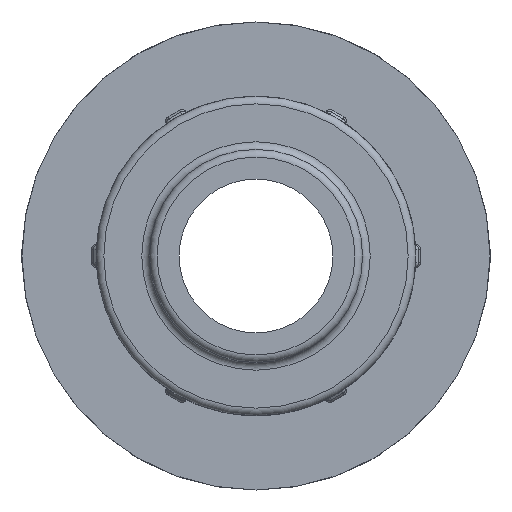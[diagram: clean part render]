
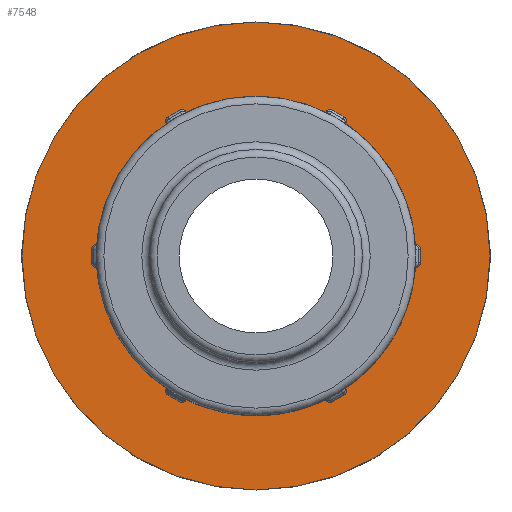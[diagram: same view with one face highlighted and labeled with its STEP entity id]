
A CAD part, left-side view. The second image highlights one B-rep face of the part: STEP entity #7548.
In plain terms, the highlighted planar face has unit normal (-1, 0, 0).
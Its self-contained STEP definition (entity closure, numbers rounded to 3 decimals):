
#26=FACE_BOUND('',#1424,.T.);
#113=ELLIPSE('',#7628,1.131,0.8);
#114=ELLIPSE('',#7649,1.131,0.8);
#117=ELLIPSE('',#7744,1.131,0.8);
#118=ELLIPSE('',#7765,1.131,0.8);
#121=ELLIPSE('',#7860,1.131,0.8);
#122=ELLIPSE('',#7881,1.131,0.8);
#125=ELLIPSE('',#7976,1.131,0.8);
#126=ELLIPSE('',#7997,1.131,0.8);
#129=ELLIPSE('',#8092,1.131,0.8);
#130=ELLIPSE('',#8113,1.131,0.8);
#134=ELLIPSE('',#8383,1.131,0.8);
#135=ELLIPSE('',#8404,1.131,0.8);
#288=PLANE('',#8471);
#943=FACE_OUTER_BOUND('',#1423,.T.);
#1423=EDGE_LOOP('',(#6832));
#1424=EDGE_LOOP('',(#6833,#6834,#6835,#6836,#6837,#6838,#6839,#6840,#6841,
#6842,#6843,#6844,#6845,#6846,#6847,#6848,#6849,#6850,#6851,#6852,#6853,
#6854,#6855,#6856));
#1476=LINE('',#11111,#1926);
#1535=LINE('',#11586,#1985);
#1594=LINE('',#12063,#2044);
#1653=LINE('',#12538,#2103);
#1712=LINE('',#13013,#2162);
#1859=LINE('',#14365,#2309);
#1926=VECTOR('',#8664,2.05);
#1985=VECTOR('',#8955,2.05);
#2044=VECTOR('',#9246,2.05);
#2103=VECTOR('',#9537,2.05);
#2162=VECTOR('',#9828,2.05);
#2309=VECTOR('',#10557,2.05);
#2755=CIRCLE('',#8309,24.633);
#2756=CIRCLE('',#8311,24.633);
#2757=CIRCLE('',#8313,24.633);
#2758=CIRCLE('',#8315,24.633);
#2759=CIRCLE('',#8317,24.633);
#2842=CIRCLE('',#8472,36.5);
#2843=CIRCLE('',#8473,24.633);
#2907=VERTEX_POINT('',#11091);
#2908=VERTEX_POINT('',#11103);
#2910=VERTEX_POINT('',#11109);
#2923=VERTEX_POINT('',#11166);
#2996=VERTEX_POINT('',#11566);
#2997=VERTEX_POINT('',#11578);
#2999=VERTEX_POINT('',#11584);
#3012=VERTEX_POINT('',#11641);
#3085=VERTEX_POINT('',#12043);
#3086=VERTEX_POINT('',#12055);
#3088=VERTEX_POINT('',#12061);
#3101=VERTEX_POINT('',#12118);
#3174=VERTEX_POINT('',#12518);
#3175=VERTEX_POINT('',#12530);
#3177=VERTEX_POINT('',#12536);
#3190=VERTEX_POINT('',#12593);
#3263=VERTEX_POINT('',#12993);
#3264=VERTEX_POINT('',#13005);
#3266=VERTEX_POINT('',#13011);
#3279=VERTEX_POINT('',#13068);
#3435=VERTEX_POINT('',#14109);
#3482=VERTEX_POINT('',#14345);
#3483=VERTEX_POINT('',#14357);
#3485=VERTEX_POINT('',#14363);
#3521=VERTEX_POINT('',#14559);
#3611=EDGE_CURVE('',#2908,#2907,#113,.F.);
#3614=EDGE_CURVE('',#2908,#2910,#1476,.T.);
#3639=EDGE_CURVE('',#2910,#2923,#114,.T.);
#3753=EDGE_CURVE('',#2997,#2996,#117,.F.);
#3756=EDGE_CURVE('',#2997,#2999,#1535,.T.);
#3781=EDGE_CURVE('',#2999,#3012,#118,.T.);
#3895=EDGE_CURVE('',#3086,#3085,#121,.F.);
#3898=EDGE_CURVE('',#3086,#3088,#1594,.T.);
#3923=EDGE_CURVE('',#3088,#3101,#122,.T.);
#4037=EDGE_CURVE('',#3175,#3174,#125,.F.);
#4040=EDGE_CURVE('',#3175,#3177,#1653,.T.);
#4065=EDGE_CURVE('',#3177,#3190,#126,.T.);
#4179=EDGE_CURVE('',#3264,#3263,#129,.F.);
#4182=EDGE_CURVE('',#3264,#3266,#1712,.T.);
#4207=EDGE_CURVE('',#3266,#3279,#130,.T.);
#4483=EDGE_CURVE('',#3263,#3435,#2755,.F.);
#4486=EDGE_CURVE('',#3279,#3174,#2756,.T.);
#4487=EDGE_CURVE('',#3190,#3085,#2757,.T.);
#4488=EDGE_CURVE('',#3101,#2996,#2758,.T.);
#4489=EDGE_CURVE('',#3012,#2907,#2759,.T.);
#4567=EDGE_CURVE('',#3483,#3482,#134,.F.);
#4570=EDGE_CURVE('',#3483,#3485,#1859,.T.);
#4594=EDGE_CURVE('',#3485,#3435,#135,.T.);
#4644=EDGE_CURVE('',#3521,#3521,#2842,.T.);
#4645=EDGE_CURVE('',#2923,#3482,#2843,.T.);
#6832=ORIENTED_EDGE('',*,*,#4644,.F.);
#6833=ORIENTED_EDGE('',*,*,#4645,.T.);
#6834=ORIENTED_EDGE('',*,*,#4567,.F.);
#6835=ORIENTED_EDGE('',*,*,#4570,.T.);
#6836=ORIENTED_EDGE('',*,*,#4594,.T.);
#6837=ORIENTED_EDGE('',*,*,#4483,.F.);
#6838=ORIENTED_EDGE('',*,*,#4179,.F.);
#6839=ORIENTED_EDGE('',*,*,#4182,.T.);
#6840=ORIENTED_EDGE('',*,*,#4207,.T.);
#6841=ORIENTED_EDGE('',*,*,#4486,.T.);
#6842=ORIENTED_EDGE('',*,*,#4037,.F.);
#6843=ORIENTED_EDGE('',*,*,#4040,.T.);
#6844=ORIENTED_EDGE('',*,*,#4065,.T.);
#6845=ORIENTED_EDGE('',*,*,#4487,.T.);
#6846=ORIENTED_EDGE('',*,*,#3895,.F.);
#6847=ORIENTED_EDGE('',*,*,#3898,.T.);
#6848=ORIENTED_EDGE('',*,*,#3923,.T.);
#6849=ORIENTED_EDGE('',*,*,#4488,.T.);
#6850=ORIENTED_EDGE('',*,*,#3753,.F.);
#6851=ORIENTED_EDGE('',*,*,#3756,.T.);
#6852=ORIENTED_EDGE('',*,*,#3781,.T.);
#6853=ORIENTED_EDGE('',*,*,#4489,.T.);
#6854=ORIENTED_EDGE('',*,*,#3611,.F.);
#6855=ORIENTED_EDGE('',*,*,#3614,.T.);
#6856=ORIENTED_EDGE('',*,*,#3639,.T.);
#7548=ADVANCED_FACE('',(#943,#26),#288,.T.);
#7628=AXIS2_PLACEMENT_3D('',#11105,#8658,#8659);
#7649=AXIS2_PLACEMENT_3D('',#11167,#8720,#8721);
#7744=AXIS2_PLACEMENT_3D('',#11580,#8949,#8950);
#7765=AXIS2_PLACEMENT_3D('',#11642,#9011,#9012);
#7860=AXIS2_PLACEMENT_3D('',#12057,#9240,#9241);
#7881=AXIS2_PLACEMENT_3D('',#12119,#9302,#9303);
#7976=AXIS2_PLACEMENT_3D('',#12532,#9531,#9532);
#7997=AXIS2_PLACEMENT_3D('',#12594,#9593,#9594);
#8092=AXIS2_PLACEMENT_3D('',#13007,#9822,#9823);
#8113=AXIS2_PLACEMENT_3D('',#13069,#9884,#9885);
#8309=AXIS2_PLACEMENT_3D('',#14110,#10371,#10372);
#8311=AXIS2_PLACEMENT_3D('',#14126,#10375,#10376);
#8313=AXIS2_PLACEMENT_3D('',#14128,#10379,#10380);
#8315=AXIS2_PLACEMENT_3D('',#14130,#10383,#10384);
#8317=AXIS2_PLACEMENT_3D('',#14132,#10387,#10388);
#8383=AXIS2_PLACEMENT_3D('',#14359,#10551,#10552);
#8404=AXIS2_PLACEMENT_3D('',#14413,#10613,#10614);
#8471=AXIS2_PLACEMENT_3D('',#14558,#10762,#10763);
#8472=AXIS2_PLACEMENT_3D('',#14560,#10764,#10765);
#8473=AXIS2_PLACEMENT_3D('',#14561,#10766,#10767);
#8658=DIRECTION('center_axis',(1.,0.,0.));
#8659=DIRECTION('ref_axis',(0.,0.5,-0.866));
#8664=DIRECTION('',(0.,0.866,0.5));
#8720=DIRECTION('center_axis',(1.,0.,0.));
#8721=DIRECTION('ref_axis',(0.,0.5,-0.866));
#8949=DIRECTION('center_axis',(1.,0.,0.));
#8950=DIRECTION('ref_axis',(0.,-0.5,-0.866));
#8955=DIRECTION('',(0.,0.866,-0.5));
#9011=DIRECTION('center_axis',(1.,0.,0.));
#9012=DIRECTION('ref_axis',(0.,-0.5,-0.866));
#9240=DIRECTION('center_axis',(1.,0.,0.));
#9241=DIRECTION('ref_axis',(0.,-1.,0.));
#9246=DIRECTION('',(0.,0.,-1.));
#9302=DIRECTION('center_axis',(1.,0.,0.));
#9303=DIRECTION('ref_axis',(0.,-1.,0.));
#9531=DIRECTION('center_axis',(1.,0.,0.));
#9532=DIRECTION('ref_axis',(0.,-0.5,0.866));
#9537=DIRECTION('',(0.,-0.866,-0.5));
#9593=DIRECTION('center_axis',(1.,0.,0.));
#9594=DIRECTION('ref_axis',(0.,-0.5,0.866));
#9822=DIRECTION('center_axis',(1.,0.,0.));
#9823=DIRECTION('ref_axis',(0.,0.5,0.866));
#9828=DIRECTION('',(0.,-0.866,0.5));
#9884=DIRECTION('center_axis',(1.,0.,0.));
#9885=DIRECTION('ref_axis',(0.,0.5,0.866));
#10371=DIRECTION('center_axis',(1.,0.,0.));
#10372=DIRECTION('ref_axis',(0.,1.,0.));
#10375=DIRECTION('center_axis',(1.,0.,0.));
#10376=DIRECTION('ref_axis',(0.,1.,0.));
#10379=DIRECTION('center_axis',(1.,0.,0.));
#10380=DIRECTION('ref_axis',(0.,1.,0.));
#10383=DIRECTION('center_axis',(1.,0.,0.));
#10384=DIRECTION('ref_axis',(0.,1.,0.));
#10387=DIRECTION('center_axis',(1.,0.,0.));
#10388=DIRECTION('ref_axis',(0.,1.,0.));
#10551=DIRECTION('center_axis',(1.,0.,0.));
#10552=DIRECTION('ref_axis',(0.,1.,0.));
#10557=DIRECTION('',(0.,0.,1.));
#10613=DIRECTION('center_axis',(1.,0.,0.));
#10614=DIRECTION('ref_axis',(0.,1.,0.));
#10762=DIRECTION('center_axis',(-1.,0.,0.));
#10763=DIRECTION('ref_axis',(0.,0.,1.));
#10764=DIRECTION('center_axis',(1.,0.,0.));
#10765=DIRECTION('ref_axis',(0.,0.,-1.));
#10766=DIRECTION('center_axis',(1.,0.,0.));
#10767=DIRECTION('ref_axis',(0.,1.,0.));
#11091=CARTESIAN_POINT('',(23.52,11.257,-21.911));
#11103=CARTESIAN_POINT('',(23.52,11.429,-21.845));
#11105=CARTESIAN_POINT('Origin',(23.52,10.863,-20.866));
#11109=CARTESIAN_POINT('',(23.52,13.204,-20.82));
#11111=CARTESIAN_POINT('',(23.52,26.004,-13.43));
#11166=CARTESIAN_POINT('',(23.52,13.347,-20.704));
#11167=CARTESIAN_POINT('Origin',(23.52,12.639,-19.841));
#11566=CARTESIAN_POINT('',(23.52,-13.347,-20.704));
#11578=CARTESIAN_POINT('',(23.52,-13.204,-20.82));
#11580=CARTESIAN_POINT('Origin',(23.52,-12.639,-19.841));
#11584=CARTESIAN_POINT('',(23.52,-11.429,-21.845));
#11586=CARTESIAN_POINT('',(23.52,1.371,-29.235));
#11641=CARTESIAN_POINT('',(23.52,-11.257,-21.911));
#11642=CARTESIAN_POINT('Origin',(23.52,-10.863,-20.866));
#12043=CARTESIAN_POINT('',(23.52,-24.603,1.207));
#12055=CARTESIAN_POINT('',(23.52,-24.633,1.025));
#12057=CARTESIAN_POINT('Origin',(23.52,-23.502,1.025));
#12061=CARTESIAN_POINT('',(23.52,-24.633,-1.025));
#12063=CARTESIAN_POINT('',(23.52,-24.633,0.));
#12118=CARTESIAN_POINT('',(23.52,-24.603,-1.207));
#12119=CARTESIAN_POINT('Origin',(23.52,-23.502,-1.025));
#12518=CARTESIAN_POINT('',(23.52,-11.257,21.911));
#12530=CARTESIAN_POINT('',(23.52,-11.429,21.845));
#12532=CARTESIAN_POINT('Origin',(23.52,-10.863,20.866));
#12536=CARTESIAN_POINT('',(23.52,-13.204,20.82));
#12538=CARTESIAN_POINT('',(23.52,1.371,29.235));
#12593=CARTESIAN_POINT('',(23.52,-13.347,20.704));
#12594=CARTESIAN_POINT('Origin',(23.52,-12.639,19.841));
#12993=CARTESIAN_POINT('',(23.52,13.347,20.704));
#13005=CARTESIAN_POINT('',(23.52,13.204,20.82));
#13007=CARTESIAN_POINT('Origin',(23.52,12.639,19.841));
#13011=CARTESIAN_POINT('',(23.52,11.429,21.845));
#13013=CARTESIAN_POINT('',(23.52,26.004,13.43));
#13068=CARTESIAN_POINT('',(23.52,11.257,21.911));
#13069=CARTESIAN_POINT('Origin',(23.52,10.863,20.866));
#14109=CARTESIAN_POINT('',(23.52,24.603,1.207));
#14110=CARTESIAN_POINT('Origin',(23.52,0.,0.));
#14126=CARTESIAN_POINT('Origin',(23.52,0.,0.));
#14128=CARTESIAN_POINT('Origin',(23.52,0.,0.));
#14130=CARTESIAN_POINT('Origin',(23.52,0.,0.));
#14132=CARTESIAN_POINT('Origin',(23.52,0.,0.));
#14345=CARTESIAN_POINT('',(23.52,24.603,-1.207));
#14357=CARTESIAN_POINT('',(23.52,24.633,-1.025));
#14359=CARTESIAN_POINT('Origin',(23.52,23.502,-1.025));
#14363=CARTESIAN_POINT('',(23.52,24.633,1.025));
#14365=CARTESIAN_POINT('',(23.52,24.633,0.));
#14413=CARTESIAN_POINT('Origin',(23.52,23.502,1.025));
#14558=CARTESIAN_POINT('Origin',(23.52,36.5,0.));
#14559=CARTESIAN_POINT('',(23.52,36.5,0.));
#14560=CARTESIAN_POINT('Origin',(23.52,0.,0.));
#14561=CARTESIAN_POINT('Origin',(23.52,0.,0.));
